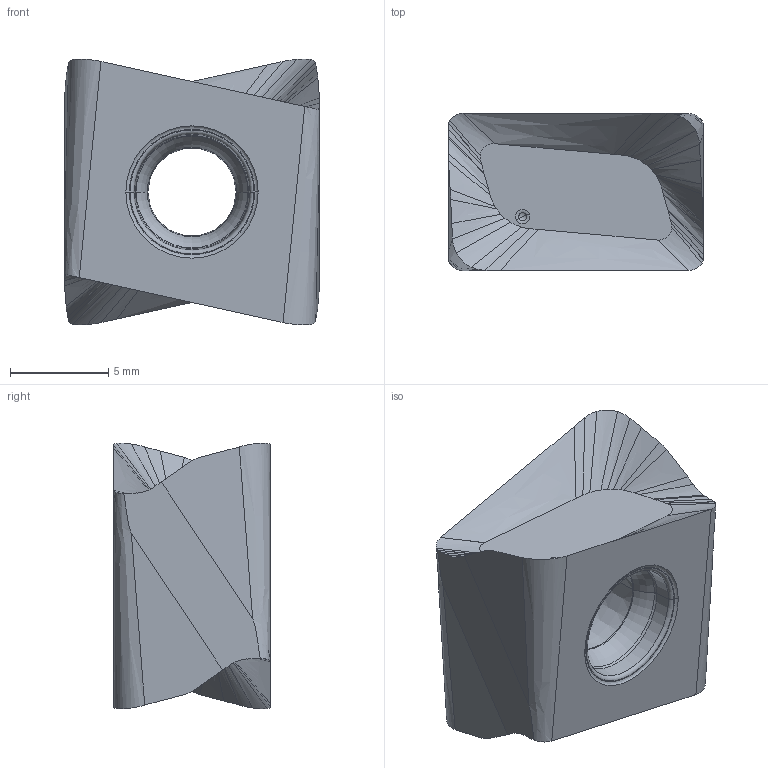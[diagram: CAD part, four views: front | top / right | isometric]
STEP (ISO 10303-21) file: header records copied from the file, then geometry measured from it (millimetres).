
FILE_DESCRIPTION((''),'2;1');
FILE_NAME('LNGU130816PNER-M','2017-05-10T',('tlyk01'),('PTC Japan'),'CREO PARAMETRIC BY PTC INC, 2016260','CREO PARAMETRIC BY PTC INC, 2016260','');
FILE_SCHEMA(('AUTOMOTIVE_DESIGN { 1 0 10303 214 1 1 1 1 }'));
Length unit declared in the file: millimetre
Products named in the file (1): LNGU130816PNER-M
Bounding box: 13 x 8 x 13.56 mm (x, y, z)
Volume: 774.2 mm3; surface area: 758.4 mm2
Topology: 1 solids, 1 shells, 128 faces, 324 edges, 197 vertices
Faces by surface type: bspline 76, torus 26, plane 12, cone 8, sphere 6
Entity records: 6398 total; most frequent: CARTESIAN_POINT 2762, ORIENTED_EDGE 636, DIRECTION 362, PRESENTATION_STYLE_ASSIGNMENT 321, STYLED_ITEM 321, CURVE_STYLE 320, EDGE_CURVE 318, VERTEX_POINT 197
